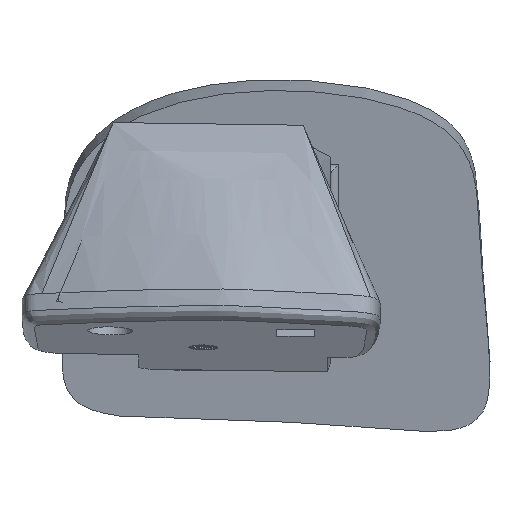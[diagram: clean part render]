
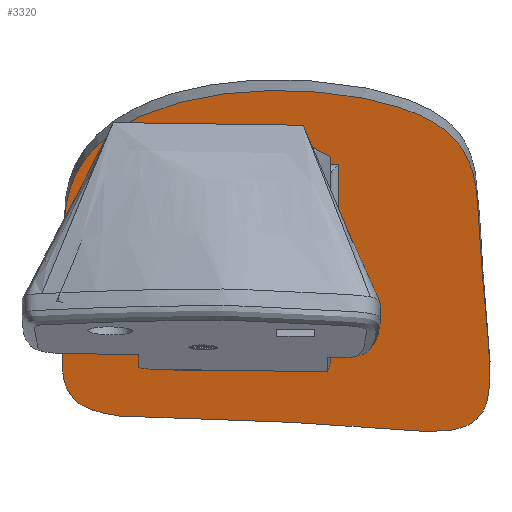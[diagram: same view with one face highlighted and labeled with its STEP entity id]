
A CAD part, top view. The second image highlights one B-rep face of the part: STEP entity #3320.
In plain terms, the highlighted planar face has unit normal (0, -0.174, 0.985).
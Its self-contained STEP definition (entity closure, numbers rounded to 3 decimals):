
#23=ELLIPSE('',#3507,12.185,12.);
#25=ELLIPSE('',#3512,10.154,10.);
#27=ELLIPSE('',#3517,10.154,10.);
#38=FACE_BOUND('',#448,.T.);
#68=PLANE('',#3523);
#156=(
BOUNDED_CURVE()
B_SPLINE_CURVE(5,(#8050,#8051,#8052,#8053,#8054,#8055,#8056,#8057,#8058,
#8059,#8060,#8061,#8062,#8063,#8064,#8065,#8066,#8067,#8068,#8069,#8070,
#8071,#8072,#8073,#8074,#8075,#8076,#8077,#8078,#8079,#8080,#8081,#8082,
#8083,#8084,#8085,#8086,#8087,#8088,#8089,#8090,#8091,#8092,#8093,#8094,
#8095,#8096,#8097,#8098,#8099),.UNSPECIFIED.,.T.,.F.)
B_SPLINE_CURVE_WITH_KNOTS((6,1,1,1,1,1,1,1,1,1,1,1,1,1,1,1,1,1,1,1,1,1,
1,1,1,1,1,1,1,1,1,1,1,1,1,1,1,1,1,1,1,1,1,1,1,6),(-1.,-0.978,
-0.956,-0.933,-0.911,-0.889,
-0.867,-0.844,-0.822,-0.8,-0.778,
-0.756,-0.733,-0.711,-0.689,
-0.667,-0.644,-0.622,-0.6,-0.578,
-0.556,-0.533,-0.511,-0.489,
-0.467,-0.444,-0.422,-0.4,-0.378,
-0.356,-0.333,-0.311,-0.289,
-0.267,-0.244,-0.222,-0.2,-0.178,
-0.156,-0.133,-0.111,-0.089,
-0.067,-0.044,-0.022,0.),
 .UNSPECIFIED.)
CURVE()
GEOMETRIC_REPRESENTATION_ITEM()
RATIONAL_B_SPLINE_CURVE((1.,1.,1.,1.,1.,1.,1.,1.,1.,1.,1.,1.,1.,1.,1.,1.,
1.,1.,1.,1.,1.,1.,1.,1.,1.,1.,1.,1.,1.,1.,1.,1.,1.,1.,1.,1.,1.,1.,1.,1.,
1.,1.,1.,1.,1.,1.,1.,1.,1.,1.))
REPRESENTATION_ITEM('')
);
#259=FACE_OUTER_BOUND('',#447,.T.);
#447=EDGE_LOOP('',(#2491));
#448=EDGE_LOOP('',(#2492,#2493,#2494,#2495,#2496,#2497,#2498));
#831=LINE('',#7865,#1152);
#834=LINE('',#7919,#1155);
#836=LINE('',#7960,#1157);
#838=LINE('',#7998,#1159);
#1152=VECTOR('',#3819,10.);
#1155=VECTOR('',#3838,10.);
#1157=VECTOR('',#3850,10.);
#1159=VECTOR('',#3860,10.);
#1519=VERTEX_POINT('',#7863);
#1520=VERTEX_POINT('',#7864);
#1524=VERTEX_POINT('',#7909);
#1526=VERTEX_POINT('',#7915);
#1528=VERTEX_POINT('',#7950);
#1530=VERTEX_POINT('',#7956);
#1532=VERTEX_POINT('',#7991);
#1541=VERTEX_POINT('',#8049);
#1883=EDGE_CURVE('',#1519,#1520,#831,.T.);
#1890=EDGE_CURVE('',#1520,#1524,#23,.T.);
#1893=EDGE_CURVE('',#1524,#1526,#834,.T.);
#1896=EDGE_CURVE('',#1526,#1528,#25,.T.);
#1899=EDGE_CURVE('',#1528,#1530,#836,.T.);
#1902=EDGE_CURVE('',#1530,#1532,#27,.T.);
#1904=EDGE_CURVE('',#1532,#1519,#838,.T.);
#1915=EDGE_CURVE('',#1541,#1541,#156,.T.);
#2491=ORIENTED_EDGE('',*,*,#1915,.T.);
#2492=ORIENTED_EDGE('',*,*,#1883,.F.);
#2493=ORIENTED_EDGE('',*,*,#1904,.F.);
#2494=ORIENTED_EDGE('',*,*,#1902,.F.);
#2495=ORIENTED_EDGE('',*,*,#1899,.F.);
#2496=ORIENTED_EDGE('',*,*,#1896,.F.);
#2497=ORIENTED_EDGE('',*,*,#1893,.F.);
#2498=ORIENTED_EDGE('',*,*,#1890,.F.);
#3320=ADVANCED_FACE('',(#259,#38),#68,.T.);
#3507=AXIS2_PLACEMENT_3D('',#7913,#3831,#3832);
#3512=AXIS2_PLACEMENT_3D('',#7954,#3843,#3844);
#3517=AXIS2_PLACEMENT_3D('',#7995,#3855,#3856);
#3523=AXIS2_PLACEMENT_3D('',#8048,#3876,#3877);
#3819=DIRECTION('',(-1.,0.,0.));
#3831=DIRECTION('center_axis',(0.,-0.174,0.985));
#3832=DIRECTION('ref_axis',(0.,0.985,0.174));
#3838=DIRECTION('',(0.,-0.985,-0.174));
#3843=DIRECTION('center_axis',(0.,-0.174,0.985));
#3844=DIRECTION('ref_axis',(0.,-0.985,-0.174));
#3850=DIRECTION('',(1.,0.,0.));
#3855=DIRECTION('center_axis',(0.,-0.174,0.985));
#3856=DIRECTION('ref_axis',(0.,-0.985,-0.174));
#3860=DIRECTION('',(0.,0.985,0.174));
#3876=DIRECTION('center_axis',(0.,-0.174,0.985));
#3877=DIRECTION('ref_axis',(-1.,0.,0.));
#7863=CARTESIAN_POINT('',(2.,47.347,23.58));
#7864=CARTESIAN_POINT('',(-35.,47.347,23.58));
#7865=CARTESIAN_POINT('',(-6.446,47.347,23.58));
#7909=CARTESIAN_POINT('',(-47.,35.347,21.464));
#7913=CARTESIAN_POINT('Origin',(-35.,35.347,21.464));
#7915=CARTESIAN_POINT('',(-47.,8.347,16.703));
#7919=CARTESIAN_POINT('',(-47.,32.63,20.985));
#7950=CARTESIAN_POINT('',(-37.,-1.653,14.94));
#7954=CARTESIAN_POINT('Origin',(-37.,8.347,16.703));
#7956=CARTESIAN_POINT('',(-8.,-1.653,14.94));
#7960=CARTESIAN_POINT('',(-28.946,-1.653,14.94));
#7991=CARTESIAN_POINT('',(2.,8.347,16.703));
#7995=CARTESIAN_POINT('Origin',(-8.,8.347,16.703));
#7998=CARTESIAN_POINT('',(2.,10.808,17.137));
#8048=CARTESIAN_POINT('Origin',(-12.892,24.222,19.502));
#8049=CARTESIAN_POINT('',(36.226,20.05,18.767));
#8050=CARTESIAN_POINT('Ctrl Pts',(36.226,20.05,18.767));
#8051=CARTESIAN_POINT('Ctrl Pts',(36.106,21.624,19.044));
#8052=CARTESIAN_POINT('Ctrl Pts',(35.891,24.743,19.594));
#8053=CARTESIAN_POINT('Ctrl Pts',(35.642,29.294,20.397));
#8054=CARTESIAN_POINT('Ctrl Pts',(35.407,34.985,21.4));
#8055=CARTESIAN_POINT('Ctrl Pts',(34.913,41.311,22.516));
#8056=CARTESIAN_POINT('Ctrl Pts',(33.763,46.799,23.483));
#8057=CARTESIAN_POINT('Ctrl Pts',(31.513,51.469,24.307));
#8058=CARTESIAN_POINT('Ctrl Pts',(27.871,55.375,24.996));
#8059=CARTESIAN_POINT('Ctrl Pts',(22.78,58.571,25.559));
#8060=CARTESIAN_POINT('Ctrl Pts',(16.348,61.105,26.006));
#8061=CARTESIAN_POINT('Ctrl Pts',(8.807,63.013,26.342));
#8062=CARTESIAN_POINT('Ctrl Pts',(0.458,64.305,26.57));
#8063=CARTESIAN_POINT('Ctrl Pts',(-8.376,64.962,26.686));
#8064=CARTESIAN_POINT('Ctrl Pts',(-17.377,64.932,26.681));
#8065=CARTESIAN_POINT('Ctrl Pts',(-26.234,64.157,26.544));
#8066=CARTESIAN_POINT('Ctrl Pts',(-34.65,62.587,26.267));
#8067=CARTESIAN_POINT('Ctrl Pts',(-42.349,60.193,25.845));
#8068=CARTESIAN_POINT('Ctrl Pts',(-49.083,56.985,25.279));
#8069=CARTESIAN_POINT('Ctrl Pts',(-54.634,53.034,24.583));
#8070=CARTESIAN_POINT('Ctrl Pts',(-58.84,48.466,23.777));
#8071=CARTESIAN_POINT('Ctrl Pts',(-61.637,43.423,22.888));
#8072=CARTESIAN_POINT('Ctrl Pts',(-63.101,38.038,21.939));
#8073=CARTESIAN_POINT('Ctrl Pts',(-63.489,32.4,20.944));
#8074=CARTESIAN_POINT('Ctrl Pts',(-63.274,26.532,19.91));
#8075=CARTESIAN_POINT('Ctrl Pts',(-62.972,20.444,18.836));
#8076=CARTESIAN_POINT('Ctrl Pts',(-62.979,14.188,17.733));
#8077=CARTESIAN_POINT('Ctrl Pts',(-63.429,7.908,16.626));
#8078=CARTESIAN_POINT('Ctrl Pts',(-63.982,1.906,15.567));
#8079=CARTESIAN_POINT('Ctrl Pts',(-63.939,-3.413,14.63));
#8080=CARTESIAN_POINT('Ctrl Pts',(-62.514,-7.682,13.877));
#8081=CARTESIAN_POINT('Ctrl Pts',(-59.045,-10.67,13.35));
#8082=CARTESIAN_POINT('Ctrl Pts',(-53.268,-12.429,13.04));
#8083=CARTESIAN_POINT('Ctrl Pts',(-45.292,-13.233,12.898));
#8084=CARTESIAN_POINT('Ctrl Pts',(-35.494,-13.471,12.856));
#8085=CARTESIAN_POINT('Ctrl Pts',(-24.445,-13.559,12.841));
#8086=CARTESIAN_POINT('Ctrl Pts',(-12.823,-13.84,12.791));
#8087=CARTESIAN_POINT('Ctrl Pts',(-1.336,-14.496,12.675));
#8088=CARTESIAN_POINT('Ctrl Pts',(9.367,-15.434,12.51));
#8089=CARTESIAN_POINT('Ctrl Pts',(18.754,-16.277,12.361));
#8090=CARTESIAN_POINT('Ctrl Pts',(26.428,-16.518,12.319));
#8091=CARTESIAN_POINT('Ctrl Pts',(32.153,-15.623,12.477));
#8092=CARTESIAN_POINT('Ctrl Pts',(35.877,-13.158,12.911));
#8093=CARTESIAN_POINT('Ctrl Pts',(37.758,-8.908,13.661));
#8094=CARTESIAN_POINT('Ctrl Pts',(38.198,-3.004,14.702));
#8095=CARTESIAN_POINT('Ctrl Pts',(37.73,4.163,15.966));
#8096=CARTESIAN_POINT('Ctrl Pts',(37.068,10.483,17.08));
#8097=CARTESIAN_POINT('Ctrl Pts',(36.608,15.298,17.929));
#8098=CARTESIAN_POINT('Ctrl Pts',(36.345,18.475,18.489));
#8099=CARTESIAN_POINT('Ctrl Pts',(36.226,20.05,18.767));
